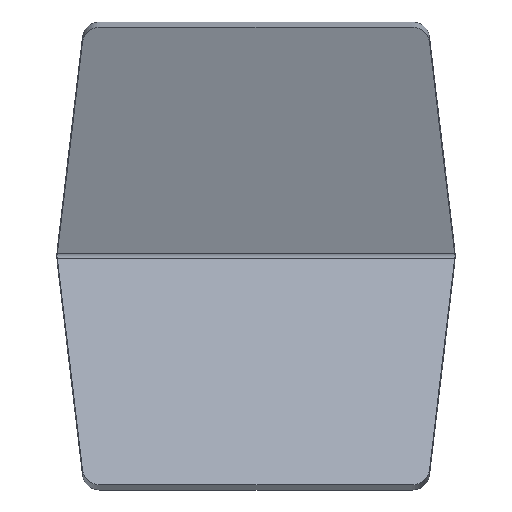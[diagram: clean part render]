
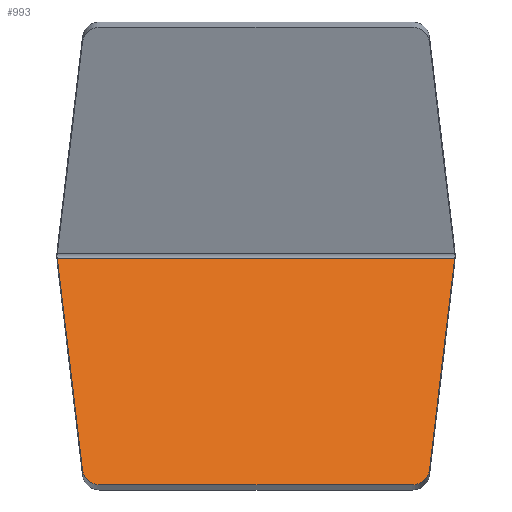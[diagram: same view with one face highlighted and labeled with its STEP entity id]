
A CAD part, front view. The second image highlights one B-rep face of the part: STEP entity #993.
In plain terms, the highlighted planar face has unit normal (0, -0.954, 0.301).
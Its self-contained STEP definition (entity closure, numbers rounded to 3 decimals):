
#77=FACE_OUTER_BOUND('',#135,.T.);
#135=EDGE_LOOP('',(#774,#775,#776,#777,#778,#779));
#175=CIRCLE('',#1064,10.);
#178=CIRCLE('',#1070,10.);
#266=LINE('',#1880,#340);
#272=LINE('',#2004,#346);
#280=LINE('',#2243,#354);
#291=LINE('',#2437,#365);
#340=VECTOR('',#1164,10.);
#346=VECTOR('',#1178,10.);
#354=VECTOR('',#1196,10.);
#365=VECTOR('',#1221,10.);
#435=VERTEX_POINT('',#1841);
#441=VERTEX_POINT('',#1873);
#443=VERTEX_POINT('',#1994);
#444=VERTEX_POINT('',#1995);
#453=VERTEX_POINT('',#2237);
#454=VERTEX_POINT('',#2238);
#542=EDGE_CURVE('',#435,#441,#266,.T.);
#547=EDGE_CURVE('',#443,#444,#175,.T.);
#552=EDGE_CURVE('',#435,#443,#272,.T.);
#561=EDGE_CURVE('',#453,#454,#178,.T.);
#564=EDGE_CURVE('',#454,#441,#280,.T.);
#577=EDGE_CURVE('',#444,#453,#291,.T.);
#774=ORIENTED_EDGE('',*,*,#547,.F.);
#775=ORIENTED_EDGE('',*,*,#552,.F.);
#776=ORIENTED_EDGE('',*,*,#542,.T.);
#777=ORIENTED_EDGE('',*,*,#564,.F.);
#778=ORIENTED_EDGE('',*,*,#561,.F.);
#779=ORIENTED_EDGE('',*,*,#577,.F.);
#962=PLANE('',#1079);
#993=ADVANCED_FACE('',(#77),#962,.T.);
#1064=AXIS2_PLACEMENT_3D('',#1996,#1169,#1170);
#1070=AXIS2_PLACEMENT_3D('',#2239,#1190,#1191);
#1079=AXIS2_PLACEMENT_3D('',#2438,#1222,#1223);
#1164=DIRECTION('',(-1.,0.,0.));
#1169=DIRECTION('center_axis',(0.,0.954,
-0.301));
#1170=DIRECTION('ref_axis',(0.666,-0.224,-0.712));
#1178=DIRECTION('',(-0.113,-0.299,-0.948));
#1190=DIRECTION('center_axis',(0.,0.954,
-0.301));
#1191=DIRECTION('ref_axis',(-0.666,-0.224,-0.712));
#1196=DIRECTION('',(-0.113,0.299,0.948));
#1221=DIRECTION('',(-1.,0.,0.));
#1222=DIRECTION('center_axis',(0.,-0.954,
0.301));
#1223=DIRECTION('ref_axis',(0.,-0.301,-0.954));
#1841=CARTESIAN_POINT('',(114.873,-28.888,-1.504));
#1873=CARTESIAN_POINT('',(-114.873,-28.888,-1.504));
#1880=CARTESIAN_POINT('',(-57.436,-28.888,-1.504));
#1994=CARTESIAN_POINT('',(100.259,-67.457,-123.828));
#1995=CARTESIAN_POINT('',(90.324,-70.124,-132.286));
#1996=CARTESIAN_POINT('Origin',(90.324,-67.117,-122.749));
#2004=CARTESIAN_POINT('',(115.2,-28.025,1.235));
#2237=CARTESIAN_POINT('',(-90.324,-70.124,-132.286));
#2238=CARTESIAN_POINT('',(-100.259,-67.457,-123.828));
#2239=CARTESIAN_POINT('Origin',(-90.324,-67.117,-122.749));
#2243=CARTESIAN_POINT('',(-99.249,-70.124,-132.286));
#2437=CARTESIAN_POINT('',(99.249,-70.124,-132.286));
#2438=CARTESIAN_POINT('Origin',(0.,-28.025,
1.235));
